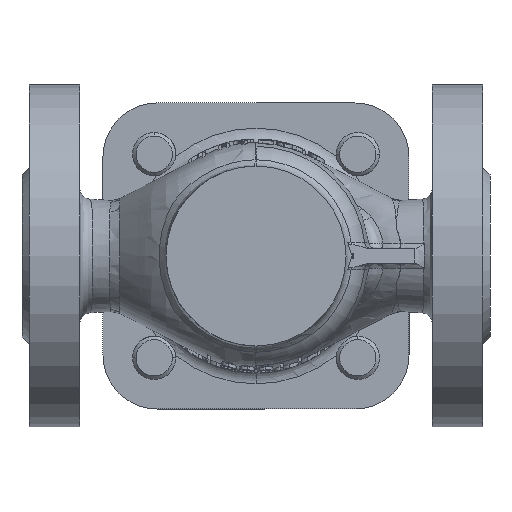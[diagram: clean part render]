
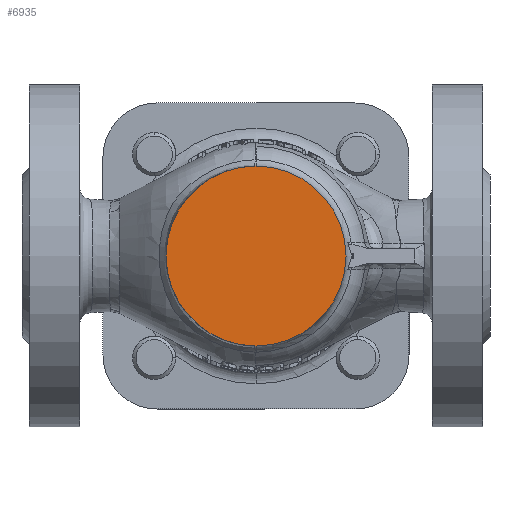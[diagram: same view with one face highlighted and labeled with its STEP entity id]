
A CAD part, front view. The second image highlights one B-rep face of the part: STEP entity #6935.
In plain terms, the highlighted planar face has unit normal (0, -1, 0).
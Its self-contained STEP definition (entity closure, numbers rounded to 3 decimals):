
#6935 = ADVANCED_FACE ( 'NONE', ( #81217 ), #35923, .F. ) ;
#22850 = CIRCLE ( 'NONE', #114398, 25. ) ;
#31280 = EDGE_CURVE ( 'NONE', #38797, #33060, #22850, .T. ) ;
#33060 = VERTEX_POINT ( 'NONE', #56633 ) ;
#35923 = PLANE ( 'NONE',  #141633 ) ;
#38797 = VERTEX_POINT ( 'NONE', #59889 ) ;
#39519 = DIRECTION ( 'NONE',  ( 0., 1., 0. ) ) ;
#50559 = DIRECTION ( 'NONE',  ( 0., 0., 1. ) ) ;
#56633 = CARTESIAN_POINT ( 'NONE',  ( 0., -50., -25. ) ) ;
#59889 = CARTESIAN_POINT ( 'NONE',  ( 0., -50., 25. ) ) ;
#68488 = CARTESIAN_POINT ( 'NONE',  ( 0., -50., 0. ) ) ;
#78742 = CIRCLE ( 'NONE', #164592, 25. ) ;
#81217 = FACE_OUTER_BOUND ( 'NONE', #183526, .T. ) ;
#83113 = DIRECTION ( 'NONE',  ( 0., 0., 1. ) ) ;
#114398 = AXIS2_PLACEMENT_3D ( 'NONE', #126612, #39519, #141215 ) ;
#126612 = CARTESIAN_POINT ( 'NONE',  ( 0., -50., 0. ) ) ;
#131062 = ORIENTED_EDGE ( 'NONE', *, *, #31280, .F. ) ;
#133476 = ORIENTED_EDGE ( 'NONE', *, *, #156591, .F. ) ;
#137625 = DIRECTION ( 'NONE',  ( 0., 1., 0. ) ) ;
#141215 = DIRECTION ( 'NONE',  ( 0., 0., 1. ) ) ;
#141633 = AXIS2_PLACEMENT_3D ( 'NONE', #166280, #137625, #50559 ) ;
#156591 = EDGE_CURVE ( 'NONE', #33060, #38797, #78742, .T. ) ;
#164592 = AXIS2_PLACEMENT_3D ( 'NONE', #68488, #170193, #83113 ) ;
#166280 = CARTESIAN_POINT ( 'NONE',  ( 0., -50., 0. ) ) ;
#170193 = DIRECTION ( 'NONE',  ( 0., 1., 0. ) ) ;
#183526 = EDGE_LOOP ( 'NONE', ( #133476, #131062 ) ) ;
